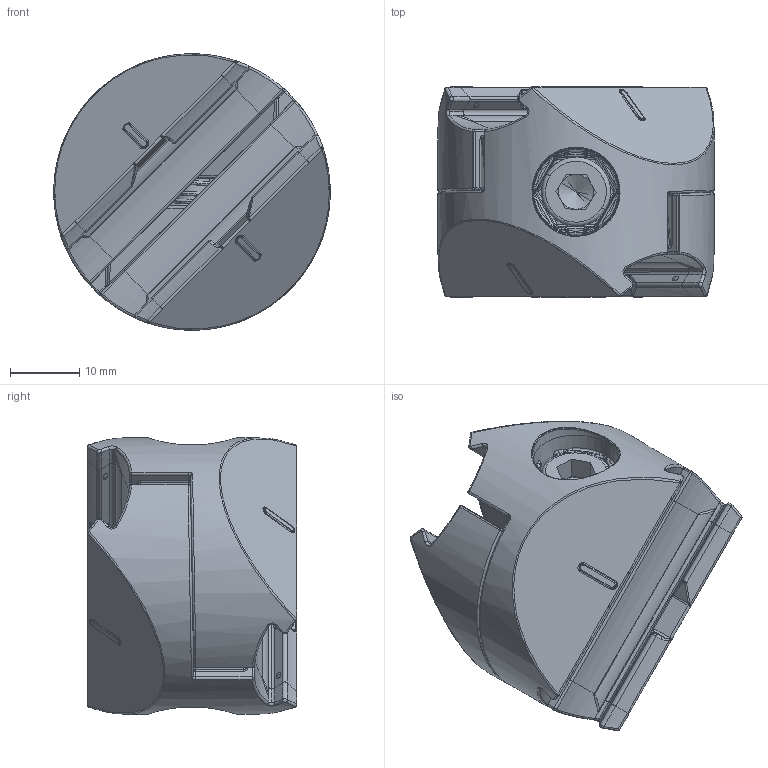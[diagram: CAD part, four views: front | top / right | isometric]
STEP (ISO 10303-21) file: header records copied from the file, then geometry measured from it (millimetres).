
FILE_DESCRIPTION (( 'STEP AP203' ), '1' );
FILE_NAME ('099RV30XS01.STEP', '2019-11-08T15:55:23', ( '' ), ( '' ), 'SwSTEP 2.0', 'SolidWorks 2019', '' );
FILE_SCHEMA (( 'CONFIG_CONTROL_DESIGN' ));
Length unit declared in the file: millimetre
Products named in the file (5): 099RV30XR01_099RV30XR01; 340ME553_340ME553; 4iso10511m06m_4iso10511m06m; 099RV30XS01; cap screw ISO 4762 M6x28_ISO 4762 M6
Assembly tree (5 placements, depth 2):
  099RV30XS01
    099RV30XR01_099RV30XR01  x2
    cap screw ISO 4762 M6x28_ISO 4762 M6
    4iso10511m06m_4iso10511m06m
    340ME553_340ME553
Bounding box: 39.98 x 30.37 x 40 mm (x, y, z)
Volume: 22971 mm3; surface area: 10864.1 mm2
Topology: 5 solids, 5 shells, 1176 faces, 2694 edges, 1519 vertices
Faces by surface type: bspline 488, cylinder 288, torus 136, plane 136, sphere 76, cone 52
Entity records: 29165 total; most frequent: CARTESIAN_POINT 16593, ORIENTED_EDGE 2802, DIRECTION 2223, EDGE_CURVE 1401, AXIS2_PLACEMENT_3D 961, VERTEX_POINT 799, EDGE_LOOP 638, FACE_OUTER_BOUND 622
